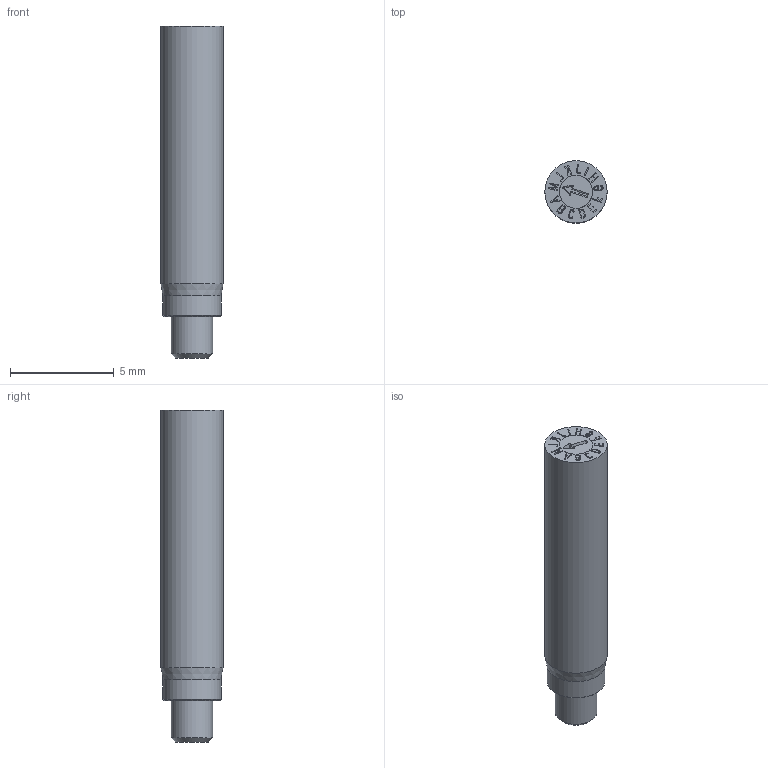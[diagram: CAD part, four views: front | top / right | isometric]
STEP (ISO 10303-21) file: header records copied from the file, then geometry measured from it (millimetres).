
FILE_DESCRIPTION(/* description */ (''),/* implementation_level */ '2;1');
FILE_NAME(/* name */ 'Dati-1200_M$3$00.stp',/* time_stamp */ '2025-08-07T17:20:07+02:00',/* author */ ('olafg'),/* organization */ (''),/* preprocessor_version */ 'ST-DEVELOPER v20',/* originating_system */ 'Autodesk Inventor 2024',/* authorisation */ '');
FILE_SCHEMA (('AUTOMOTIVE_DESIGN { 1 0 10303 214 3 1 1 }'));
Length unit declared in the file: millimetre
Products named in the file (4): Zusammenbau 1003; 1003-01-00 Hülse; 2003-05-00 Stelleinsatz; Gewindestift M2x6
Assembly tree (3 placements, depth 2):
  Zusammenbau 1003
    1003-01-00 Hülse
    2003-05-00 Stelleinsatz
    Gewindestift M2x6
Bounding box: 3 x 3 x 16 mm (x, y, z)
Volume: 99.9 mm3; surface area: 288.7 mm2
Topology: 3 solids, 3 shells, 280 faces, 763 edges, 504 vertices
Faces by surface type: bspline 147, plane 112, cone 12, cylinder 8, torus 1
Full cylindrical faces by diameter (mm): 1 x2, 1.6 x2, 2 x2, 2.8 x1, 3 x1
Entity records: 9641 total; most frequent: CARTESIAN_POINT 3425, ORIENTED_EDGE 1516, DIRECTION 779, EDGE_CURVE 758, VERTEX_POINT 504, LINE 429, VECTOR 429, EDGE_LOOP 302
